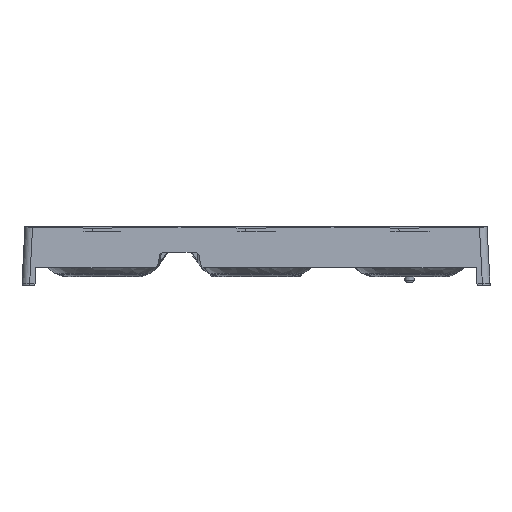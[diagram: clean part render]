
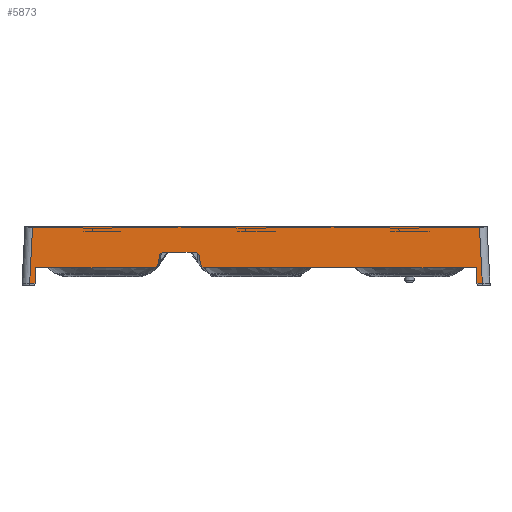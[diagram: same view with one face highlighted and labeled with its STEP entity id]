
A CAD part, front view. The second image highlights one B-rep face of the part: STEP entity #5873.
In plain terms, the highlighted planar face has unit normal (0, -0.999, 0.052).
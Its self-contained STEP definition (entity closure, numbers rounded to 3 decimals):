
#3691=PLANE('',#23467);
#4128=ELLIPSE('',#23463,0.501,0.5);
#4129=ELLIPSE('',#23464,0.501,0.5);
#4130=ELLIPSE('',#23465,0.501,0.5);
#4131=ELLIPSE('',#23466,0.501,0.5);
#4301=LINE('',#39931,#5106);
#4307=LINE('',#39954,#5112);
#4319=LINE('',#41312,#5124);
#4320=LINE('',#41313,#5125);
#4321=LINE('',#41315,#5126);
#4322=LINE('',#41317,#5127);
#4323=LINE('',#41321,#5128);
#4324=LINE('',#41325,#5129);
#4325=LINE('',#41329,#5130);
#4326=LINE('',#41333,#5131);
#4327=LINE('',#41335,#5132);
#4328=LINE('',#41337,#5133);
#5106=VECTOR('',#24496,1.);
#5112=VECTOR('',#24518,1.);
#5124=VECTOR('',#24564,1.);
#5125=VECTOR('',#24565,1.);
#5126=VECTOR('',#24566,1.);
#5127=VECTOR('',#24567,1.);
#5128=VECTOR('',#24570,1.);
#5129=VECTOR('',#24573,1.);
#5130=VECTOR('',#24576,1.);
#5131=VECTOR('',#24579,1.);
#5132=VECTOR('',#24580,1.);
#5133=VECTOR('',#24581,1.);
#5873=ADVANCED_FACE('',(#7500),#3691,.T.);
#7500=FACE_OUTER_BOUND('',#8479,.T.);
#8479=EDGE_LOOP('',(#10827,#10828,#10829,#10830,#10831,#10832,#10833,#10834,
#10835,#10836,#10837,#10838,#10839,#10840,#10841,#10842));
#10827=ORIENTED_EDGE('',*,*,#18885,.T.);
#10828=ORIENTED_EDGE('',*,*,#18932,.F.);
#10829=ORIENTED_EDGE('',*,*,#18874,.F.);
#10830=ORIENTED_EDGE('',*,*,#18933,.F.);
#10831=ORIENTED_EDGE('',*,*,#18934,.T.);
#10832=ORIENTED_EDGE('',*,*,#18935,.F.);
#10833=ORIENTED_EDGE('',*,*,#18936,.T.);
#10834=ORIENTED_EDGE('',*,*,#18937,.F.);
#10835=ORIENTED_EDGE('',*,*,#18938,.T.);
#10836=ORIENTED_EDGE('',*,*,#18939,.T.);
#10837=ORIENTED_EDGE('',*,*,#18940,.T.);
#10838=ORIENTED_EDGE('',*,*,#18941,.T.);
#10839=ORIENTED_EDGE('',*,*,#18942,.T.);
#10840=ORIENTED_EDGE('',*,*,#18943,.F.);
#10841=ORIENTED_EDGE('',*,*,#18944,.T.);
#10842=ORIENTED_EDGE('',*,*,#18945,.F.);
#16727=VERTEX_POINT('',#39932);
#16728=VERTEX_POINT('',#39933);
#16735=VERTEX_POINT('',#39953);
#16736=VERTEX_POINT('',#39955);
#16767=VERTEX_POINT('',#41314);
#16768=VERTEX_POINT('',#41316);
#16769=VERTEX_POINT('',#41318);
#16770=VERTEX_POINT('',#41320);
#16771=VERTEX_POINT('',#41322);
#16772=VERTEX_POINT('',#41324);
#16773=VERTEX_POINT('',#41326);
#16774=VERTEX_POINT('',#41328);
#16775=VERTEX_POINT('',#41330);
#16776=VERTEX_POINT('',#41332);
#16777=VERTEX_POINT('',#41334);
#16778=VERTEX_POINT('',#41336);
#18874=EDGE_CURVE('',#16727,#16728,#4301,.T.);
#18885=EDGE_CURVE('',#16736,#16735,#4307,.T.);
#18932=EDGE_CURVE('',#16728,#16735,#4319,.T.);
#18933=EDGE_CURVE('',#16767,#16727,#4320,.T.);
#18934=EDGE_CURVE('',#16767,#16768,#4321,.T.);
#18935=EDGE_CURVE('',#16769,#16768,#4322,.T.);
#18936=EDGE_CURVE('',#16769,#16770,#4128,.T.);
#18937=EDGE_CURVE('',#16771,#16770,#4323,.T.);
#18938=EDGE_CURVE('',#16771,#16772,#4129,.T.);
#18939=EDGE_CURVE('',#16772,#16773,#4324,.T.);
#18940=EDGE_CURVE('',#16773,#16774,#4130,.T.);
#18941=EDGE_CURVE('',#16774,#16775,#4325,.T.);
#18942=EDGE_CURVE('',#16775,#16776,#4131,.T.);
#18943=EDGE_CURVE('',#16777,#16776,#4326,.T.);
#18944=EDGE_CURVE('',#16777,#16778,#4327,.T.);
#18945=EDGE_CURVE('',#16736,#16778,#4328,.T.);
#23463=AXIS2_PLACEMENT_3D('',#41319,#24568,#24569);
#23464=AXIS2_PLACEMENT_3D('',#41323,#24571,#24572);
#23465=AXIS2_PLACEMENT_3D('',#41327,#24574,#24575);
#23466=AXIS2_PLACEMENT_3D('',#41331,#24577,#24578);
#23467=AXIS2_PLACEMENT_3D('',#41338,#24582,#24583);
#24496=DIRECTION('',(0.052,0.052,0.997));
#24518=DIRECTION('',(-0.052,0.052,0.997));
#24564=DIRECTION('',(1.,0.,0.));
#24565=DIRECTION('',(-1.,0.,0.));
#24566=DIRECTION('',(0.052,0.052,0.997));
#24567=DIRECTION('',(-1.,0.,0.));
#24568=DIRECTION('',(0.,-0.999,0.052));
#24569=DIRECTION('',(0.,0.052,0.999));
#24570=DIRECTION('',(-0.173,-0.052,-0.983));
#24571=DIRECTION('',(0.,0.999,-0.052));
#24572=DIRECTION('',(0.,0.052,0.999));
#24573=DIRECTION('',(1.,0.,0.));
#24574=DIRECTION('',(0.,0.999,-0.052));
#24575=DIRECTION('',(0.,0.052,0.999));
#24576=DIRECTION('',(0.173,-0.052,-0.983));
#24577=DIRECTION('',(0.,-0.999,0.052));
#24578=DIRECTION('',(0.,0.052,0.999));
#24579=DIRECTION('',(-1.,0.,0.));
#24580=DIRECTION('',(0.052,-0.052,-0.997));
#24581=DIRECTION('',(-1.,0.,0.));
#24582=DIRECTION('',(0.,-0.999,0.052));
#24583=DIRECTION('',(0.,0.052,0.999));
#39931=CARTESIAN_POINT('',(-29.504,-143.003,-0.852));
#39932=CARTESIAN_POINT('',(-29.501,-143.,-0.8));
#39933=CARTESIAN_POINT('',(-29.116,-142.615,6.55));
#39953=CARTESIAN_POINT('',(29.116,-142.615,6.55));
#39954=CARTESIAN_POINT('',(29.152,-142.65,5.874));
#39955=CARTESIAN_POINT('',(29.501,-143.,-0.8));
#41312=CARTESIAN_POINT('',(49.302,-142.615,6.55));
#41313=CARTESIAN_POINT('',(-29.65,-143.,-0.8));
#41314=CARTESIAN_POINT('',(-28.8,-143.,-0.8));
#41315=CARTESIAN_POINT('',(-28.409,-142.609,6.653));
#41316=CARTESIAN_POINT('',(-28.695,-142.895,1.2));
#41317=CARTESIAN_POINT('',(-29.65,-142.895,1.2));
#41318=CARTESIAN_POINT('',(-13.272,-142.895,1.2));
#41319=CARTESIAN_POINT('',(-13.272,-142.869,1.7));
#41320=CARTESIAN_POINT('',(-12.78,-142.874,1.613));
#41321=CARTESIAN_POINT('',(-13.7,-143.147,-3.605));
#41322=CARTESIAN_POINT('',(-12.573,-142.812,2.787));
#41323=CARTESIAN_POINT('',(-12.08,-142.817,2.7));
#41324=CARTESIAN_POINT('',(-12.08,-142.79,3.2));
#41325=CARTESIAN_POINT('',(-29.65,-142.79,3.2));
#41326=CARTESIAN_POINT('',(-7.92,-142.79,3.2));
#41327=CARTESIAN_POINT('',(-7.92,-142.817,2.7));
#41328=CARTESIAN_POINT('',(-7.427,-142.812,2.787));
#41329=CARTESIAN_POINT('',(-7.482,-142.796,3.098));
#41330=CARTESIAN_POINT('',(-7.22,-142.874,1.613));
#41331=CARTESIAN_POINT('',(-6.728,-142.869,1.7));
#41332=CARTESIAN_POINT('',(-6.728,-142.895,1.2));
#41333=CARTESIAN_POINT('',(-29.65,-142.895,1.2));
#41334=CARTESIAN_POINT('',(28.695,-142.895,1.2));
#41335=CARTESIAN_POINT('',(28.409,-142.609,6.653));
#41336=CARTESIAN_POINT('',(28.8,-143.,-0.8));
#41337=CARTESIAN_POINT('',(-29.65,-143.,-0.8));
#41338=CARTESIAN_POINT('',(0.,-142.811,2.8));
